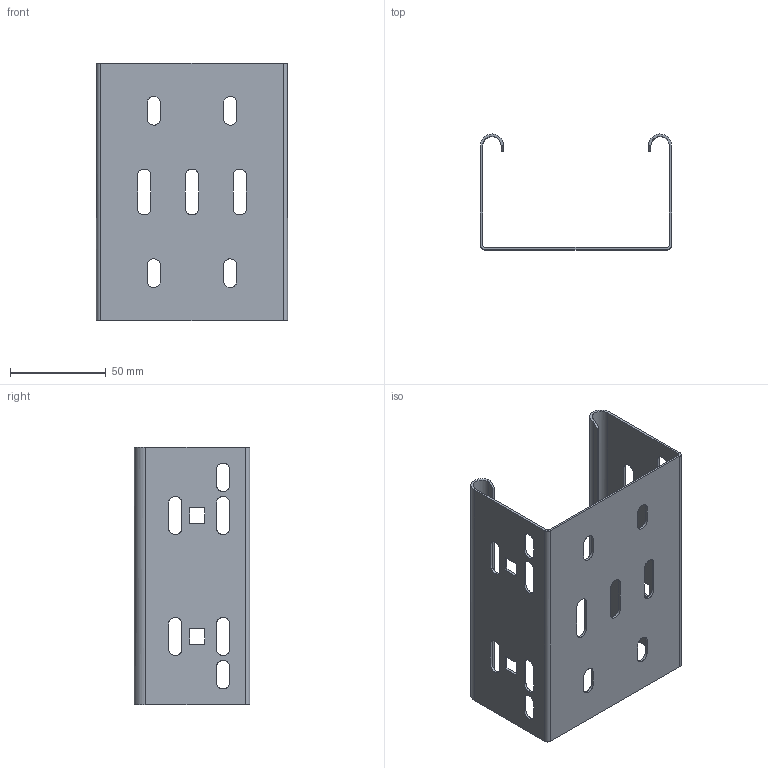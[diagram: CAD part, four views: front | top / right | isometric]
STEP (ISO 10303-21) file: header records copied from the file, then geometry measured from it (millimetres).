
FILE_DESCRIPTION(/* description */ (''),/* implementation_level */ '2;1');
FILE_NAME(/* name */ '6065710',/* time_stamp */ '2014-09-25T14:03:37+02:00',/* author */ (''),/* organization */ (''),/* preprocessor_version */ 'ST-DEVELOPER v15',/* originating_system */ '',/* authorisation */ '');
FILE_SCHEMA (('AUTOMOTIVE_DESIGN'));
Length unit declared in the file: millimetre
Products named in the file (1): Document
Bounding box: 100 x 60.5 x 135 mm (x, y, z)
Volume: 38315.1 mm3; surface area: 63199.7 mm2
Topology: 1 solids, 1 shells, 137 faces, 397 edges, 262 vertices
Faces by surface type: plane 72, bspline 65
Entity records: 4986 total; most frequent: CARTESIAN_POINT 2522, ORIENTED_EDGE 794, EDGE_CURVE 397, B_SPLINE_CURVE_WITH_KNOTS 267, VERTEX_POINT 262, EDGE_LOOP 183, ADVANCED_FACE 137, FACE_OUTER_BOUND 137
